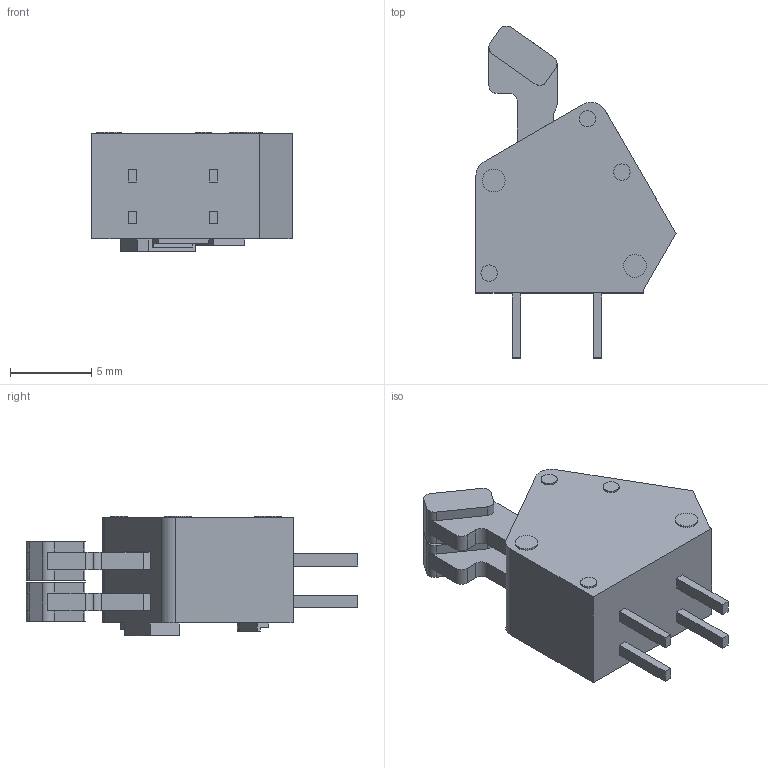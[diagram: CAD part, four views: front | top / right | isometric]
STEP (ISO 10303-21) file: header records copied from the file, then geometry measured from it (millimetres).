
FILE_DESCRIPTION (( 'STEP AP214' ), '1' );
FILE_NAME ('User Library-WAGO 233-502.STEP', '2019-05-15T06:19:21', ( '' ), ( '' ), 'SwSTEP 2.0', 'SolidWorks 2019', '' );
FILE_SCHEMA (( 'AUTOMOTIVE_DESIGN' ));
Length unit declared in the file: millimetre
Products named in the file (1): User Library-WAGO 233-502
Bounding box: 12.32 x 20.44 x 7.38 mm (x, y, z)
Volume: 754.9 mm3; surface area: 750.4 mm2
Topology: 1 solids, 1 shells, 189 faces, 495 edges, 324 vertices
Faces by surface type: plane 138, cylinder 51
Entity records: 5891 total; most frequent: CARTESIAN_POINT 1203, ORIENTED_EDGE 990, DIRECTION 912, EDGE_CURVE 495, VECTOR 380, LINE 380, VERTEX_POINT 324, AXIS2_PLACEMENT_3D 266
